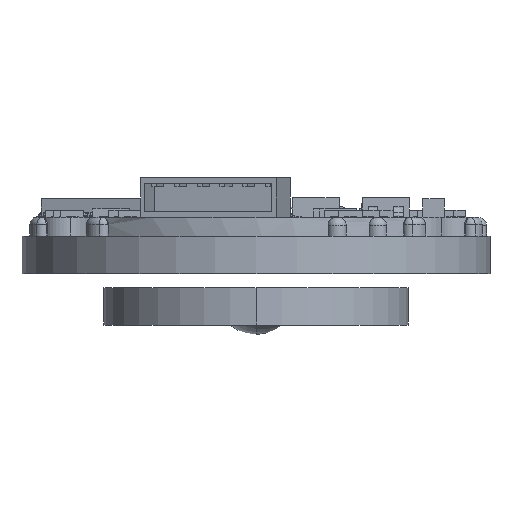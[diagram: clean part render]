
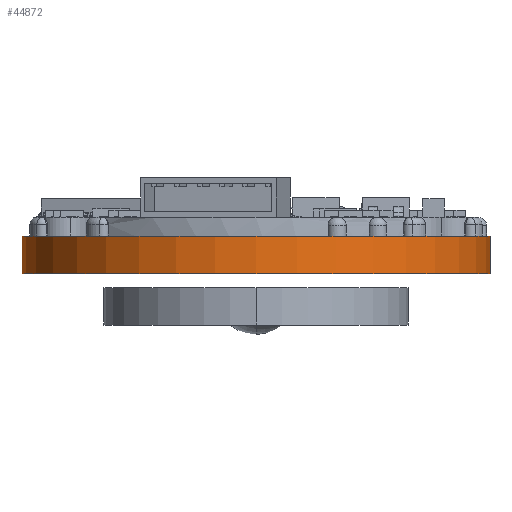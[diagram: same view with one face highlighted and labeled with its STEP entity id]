
A CAD part, front view. The second image highlights one B-rep face of the part: STEP entity #44872.
In plain terms, the highlighted cylindrical face has radius 10 mm (diameter 20 mm), a partial arc.
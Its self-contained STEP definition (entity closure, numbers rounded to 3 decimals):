
#567 = VERTEX_POINT ( 'NONE', #103825 ) ;
#1394 = ORIENTED_EDGE ( 'NONE', *, *, #138474, .T. ) ;
#1969 = ORIENTED_EDGE ( 'NONE', *, *, #92295, .F. ) ;
#10519 = DIRECTION ( 'NONE',  ( 0., 0., -1. ) ) ;
#12836 = VERTEX_POINT ( 'NONE', #55535 ) ;
#15317 = DIRECTION ( 'NONE',  ( 1., 0., 0. ) ) ;
#22780 = EDGE_CURVE ( 'NONE', #567, #12836, #62659, .T. ) ;
#25936 = CARTESIAN_POINT ( 'NONE',  ( 10., 0., 1.6 ) ) ;
#27348 = CARTESIAN_POINT ( 'NONE',  ( 0., 0., 1.6 ) ) ;
#28034 = AXIS2_PLACEMENT_3D ( 'NONE', #127726, #49536, #15317 ) ;
#28808 = DIRECTION ( 'NONE',  ( 0., 0., -1. ) ) ;
#30426 = VECTOR ( 'NONE', #10519, 1000. ) ;
#30853 = AXIS2_PLACEMENT_3D ( 'NONE', #97230, #41536, #87838 ) ;
#31472 = CARTESIAN_POINT ( 'NONE',  ( 10., 0., 1.6 ) ) ;
#33971 = LINE ( 'NONE', #99549, #30426 ) ;
#35244 = ORIENTED_EDGE ( 'NONE', *, *, #119431, .F. ) ;
#36832 = FACE_OUTER_BOUND ( 'NONE', #121965, .T. ) ;
#39925 = VERTEX_POINT ( 'NONE', #25936 ) ;
#41536 = DIRECTION ( 'NONE',  ( 0., 0., 1. ) ) ;
#44872 = ADVANCED_FACE ( 'NONE', ( #36832 ), #105038, .T. ) ;
#45976 = LINE ( 'NONE', #31472, #47652 ) ;
#47652 = VECTOR ( 'NONE', #57353, 1000. ) ;
#49536 = DIRECTION ( 'NONE',  ( 0., 0., 1. ) ) ;
#55535 = CARTESIAN_POINT ( 'NONE',  ( 10., 0., 0. ) ) ;
#57353 = DIRECTION ( 'NONE',  ( 0., 0., -1. ) ) ;
#57986 = CARTESIAN_POINT ( 'NONE',  ( -10., 0., 1.6 ) ) ;
#62659 = CIRCLE ( 'NONE', #30853, 10. ) ;
#81441 = AXIS2_PLACEMENT_3D ( 'NONE', #27348, #28808, #128518 ) ;
#87838 = DIRECTION ( 'NONE',  ( 1., 0., 0. ) ) ;
#92295 = EDGE_CURVE ( 'NONE', #122501, #39925, #127756, .T. ) ;
#97230 = CARTESIAN_POINT ( 'NONE',  ( 0., 0., 0. ) ) ;
#99549 = CARTESIAN_POINT ( 'NONE',  ( -10., 0., 1.6 ) ) ;
#103825 = CARTESIAN_POINT ( 'NONE',  ( -10., 0., 0. ) ) ;
#105038 = CYLINDRICAL_SURFACE ( 'NONE', #81441, 10. ) ;
#119431 = EDGE_CURVE ( 'NONE', #39925, #12836, #45976, .T. ) ;
#121965 = EDGE_LOOP ( 'NONE', ( #35244, #1969, #1394, #133638 ) ) ;
#122501 = VERTEX_POINT ( 'NONE', #57986 ) ;
#127726 = CARTESIAN_POINT ( 'NONE',  ( 0., 0., 1.6 ) ) ;
#127756 = CIRCLE ( 'NONE', #28034, 10. ) ;
#128518 = DIRECTION ( 'NONE',  ( -1., 0., 0. ) ) ;
#133638 = ORIENTED_EDGE ( 'NONE', *, *, #22780, .T. ) ;
#138474 = EDGE_CURVE ( 'NONE', #122501, #567, #33971, .T. ) ;
